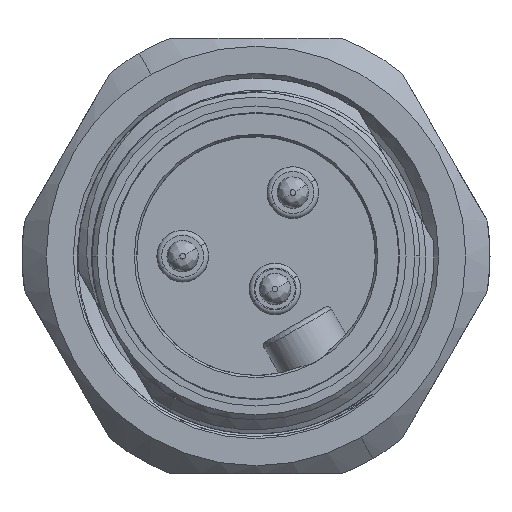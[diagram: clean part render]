
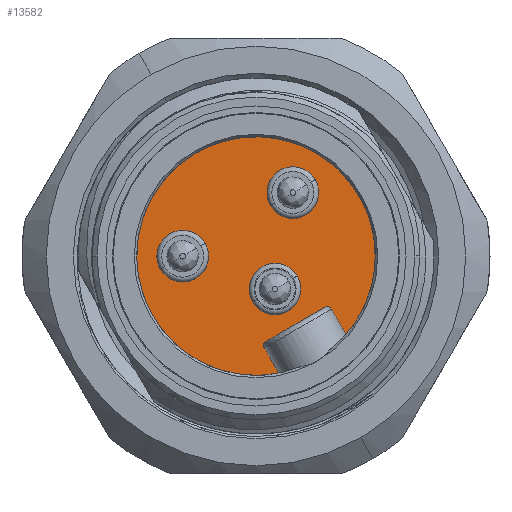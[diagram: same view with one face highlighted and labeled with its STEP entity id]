
A CAD part, left-side view. The second image highlights one B-rep face of the part: STEP entity #13582.
In plain terms, the highlighted planar face has unit normal (-1, 0, 0).
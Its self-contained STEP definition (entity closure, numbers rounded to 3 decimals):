
#4400=DIRECTION('',(0.,0.5,0.866));
#4401=VECTOR('',#4400,1.81);
#4402=CARTESIAN_POINT('',(-33.4,-5.578,-4.862));
#4403=LINE('',#4402,#4401);
#4404=CARTESIAN_POINT('',(-33.4,-4.414,-3.445));
#4405=DIRECTION('',(-1.,0.,0.));
#4406=DIRECTION('',(0.,-0.866,0.5));
#4407=AXIS2_PLACEMENT_3D('',#4404,#4405,#4406);
#4409=DIRECTION('',(0.,0.866,-0.5));
#4410=VECTOR('',#4409,4.2);
#4411=CARTESIAN_POINT('',(-33.4,-4.264,-3.185));
#4412=LINE('',#4411,#4410);
#4413=CARTESIAN_POINT('',(-33.4,-0.776,-5.545));
#4414=DIRECTION('',(-1.,0.,0.));
#4415=DIRECTION('',(0.,0.5,0.866));
#4416=AXIS2_PLACEMENT_3D('',#4413,#4414,#4415);
#4418=DIRECTION('',(0.,-0.5,-0.866));
#4419=VECTOR('',#4418,1.81);
#4420=CARTESIAN_POINT('',(-33.4,-0.517,-5.695));
#4421=LINE('',#4420,#4419);
#4422=CARTESIAN_POINT('',(-33.4,0.,0.));
#4423=DIRECTION('',(1.,0.,0.));
#4424=DIRECTION('',(0.,-0.192,-0.981));
#4425=AXIS2_PLACEMENT_3D('',#4422,#4423,#4424);
#4427=CARTESIAN_POINT('',(-33.4,4.542,-0.013));
#4428=DIRECTION('',(-1.,0.,0.));
#4429=DIRECTION('',(0.,-0.866,0.5));
#4430=AXIS2_PLACEMENT_3D('',#4427,#4428,#4429);
#4432=CARTESIAN_POINT('',(-33.4,4.542,-0.013));
#4433=DIRECTION('',(-1.,0.,0.));
#4434=DIRECTION('',(0.,0.866,-0.5));
#4435=AXIS2_PLACEMENT_3D('',#4432,#4433,#4434);
#4437=CARTESIAN_POINT('',(-33.4,-2.282,3.927));
#4438=DIRECTION('',(-1.,0.,0.));
#4439=DIRECTION('',(0.,-0.866,0.5));
#4440=AXIS2_PLACEMENT_3D('',#4437,#4438,#4439);
#4442=CARTESIAN_POINT('',(-33.4,-2.282,3.927));
#4443=DIRECTION('',(-1.,0.,0.));
#4444=DIRECTION('',(0.,0.866,-0.5));
#4445=AXIS2_PLACEMENT_3D('',#4442,#4443,#4444);
#4447=CARTESIAN_POINT('',(-33.4,-1.18,-2.044));
#4448=DIRECTION('',(-1.,0.,0.));
#4449=DIRECTION('',(0.,-0.866,0.5));
#4450=AXIS2_PLACEMENT_3D('',#4447,#4448,#4449);
#4452=CARTESIAN_POINT('',(-33.4,-1.18,-2.044));
#4453=DIRECTION('',(-1.,0.,0.));
#4454=DIRECTION('',(0.,0.866,-0.5));
#4455=AXIS2_PLACEMENT_3D('',#4452,#4453,#4454);
#7319=CARTESIAN_POINT('',(-33.4,-5.578,-4.862));
#7320=VERTEX_POINT('',#7319);
#7321=CARTESIAN_POINT('',(-33.4,-1.422,-7.262));
#7323=VERTEX_POINT('',#7321);
#7339=CARTESIAN_POINT('',(-33.4,-4.264,-3.185));
#7340=VERTEX_POINT('',#7339);
#7341=CARTESIAN_POINT('',(-33.4,-0.626,-5.285));
#7342=VERTEX_POINT('',#7341);
#7343=CARTESIAN_POINT('',(-33.4,-4.673,-3.295));
#7344=VERTEX_POINT('',#7343);
#7345=CARTESIAN_POINT('',(-33.4,-0.517,-5.695));
#7346=VERTEX_POINT('',#7345);
#7710=CARTESIAN_POINT('',(-33.4,3.156,0.787));
#7711=CARTESIAN_POINT('',(-33.4,5.928,-0.813));
#7712=VERTEX_POINT('',#7710);
#7713=VERTEX_POINT('',#7711);
#7714=CARTESIAN_POINT('',(-33.4,-3.668,4.727));
#7715=CARTESIAN_POINT('',(-33.4,-0.896,3.127));
#7716=VERTEX_POINT('',#7714);
#7717=VERTEX_POINT('',#7715);
#7718=CARTESIAN_POINT('',(-33.4,-2.566,-1.244));
#7719=CARTESIAN_POINT('',(-33.4,0.206,-2.844));
#7720=VERTEX_POINT('',#7718);
#7721=VERTEX_POINT('',#7719);
#13549=CARTESIAN_POINT('',(-33.4,3.204,-1.85));
#13550=DIRECTION('',(-1.,0.,0.));
#13551=DIRECTION('',(0.,-0.5,-0.866));
#13552=AXIS2_PLACEMENT_3D('',#13549,#13550,#13551);
#13553=PLANE('',#13552);
#13554=ORIENTED_EDGE('',*,*,#13542,.T.);
#13555=ORIENTED_EDGE('',*,*,#13531,.T.);
#13556=ORIENTED_EDGE('',*,*,#13517,.T.);
#13558=ORIENTED_EDGE('',*,*,#13557,.T.);
#13560=ORIENTED_EDGE('',*,*,#13559,.T.);
#13561=ORIENTED_EDGE('',*,*,#13440,.T.);
#13562=EDGE_LOOP('',(#13554,#13555,#13556,#13558,#13560,#13561));
#13563=FACE_OUTER_BOUND('',#13562,.F.);
#13565=ORIENTED_EDGE('',*,*,#13564,.T.);
#13567=ORIENTED_EDGE('',*,*,#13566,.T.);
#13568=EDGE_LOOP('',(#13565,#13567));
#13569=FACE_BOUND('',#13568,.F.);
#13571=ORIENTED_EDGE('',*,*,#13570,.T.);
#13573=ORIENTED_EDGE('',*,*,#13572,.T.);
#13574=EDGE_LOOP('',(#13571,#13573));
#13575=FACE_BOUND('',#13574,.F.);
#13577=ORIENTED_EDGE('',*,*,#13576,.T.);
#13579=ORIENTED_EDGE('',*,*,#13578,.T.);
#13580=EDGE_LOOP('',(#13577,#13579));
#13581=FACE_BOUND('',#13580,.F.);
#13582=ADVANCED_FACE('',(#13563,#13569,#13575,#13581),#13553,.T.);
#4408=CIRCLE('',#4407,0.3);
#4417=CIRCLE('',#4416,0.3);
#4426=CIRCLE('',#4425,7.4);
#4431=CIRCLE('',#4430,1.6);
#4436=CIRCLE('',#4435,1.6);
#4441=CIRCLE('',#4440,1.6);
#4446=CIRCLE('',#4445,1.6);
#4451=CIRCLE('',#4450,1.6);
#4456=CIRCLE('',#4455,1.6);
#13440=EDGE_CURVE('',#7323,#7320,#4426,.T.);
#13517=EDGE_CURVE('',#7340,#7342,#4412,.T.);
#13531=EDGE_CURVE('',#7344,#7340,#4408,.T.);
#13542=EDGE_CURVE('',#7320,#7344,#4403,.T.);
#13557=EDGE_CURVE('',#7342,#7346,#4417,.T.);
#13559=EDGE_CURVE('',#7346,#7323,#4421,.T.);
#13564=EDGE_CURVE('',#7712,#7713,#4431,.T.);
#13566=EDGE_CURVE('',#7713,#7712,#4436,.T.);
#13570=EDGE_CURVE('',#7716,#7717,#4441,.T.);
#13572=EDGE_CURVE('',#7717,#7716,#4446,.T.);
#13576=EDGE_CURVE('',#7720,#7721,#4451,.T.);
#13578=EDGE_CURVE('',#7721,#7720,#4456,.T.);
